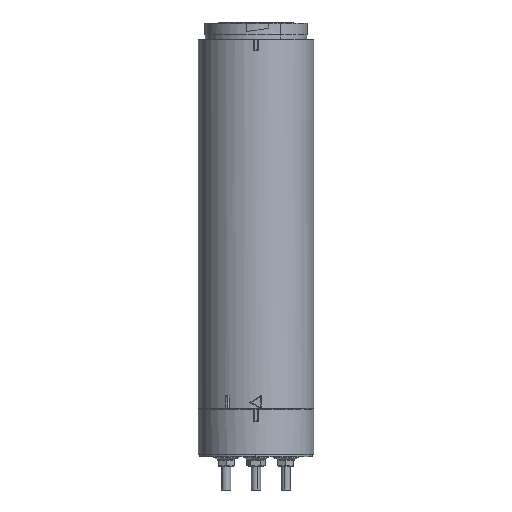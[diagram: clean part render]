
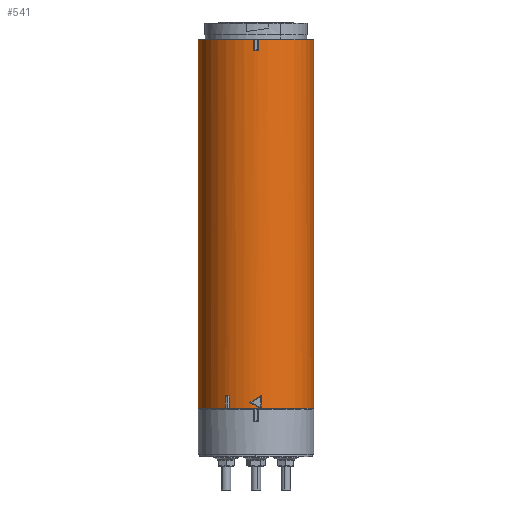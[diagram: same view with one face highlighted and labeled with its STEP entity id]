
A CAD part, front view. The second image highlights one B-rep face of the part: STEP entity #541.
In plain terms, the highlighted cylindrical face has radius 25 mm (diameter 50 mm), a partial arc.
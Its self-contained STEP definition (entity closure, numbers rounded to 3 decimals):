
#29=(
BOUNDED_CURVE()
B_SPLINE_CURVE(3,(#7708,#7709,#7710,#7711),.UNSPECIFIED.,.F.,.F.)
B_SPLINE_CURVE_WITH_KNOTS((4,4),(0.,1.),.UNSPECIFIED.)
CURVE()
GEOMETRIC_REPRESENTATION_ITEM()
RATIONAL_B_SPLINE_CURVE((1.,1.,1.,1.))
REPRESENTATION_ITEM('')
);
#30=(
BOUNDED_CURVE()
B_SPLINE_CURVE(3,(#7720,#7721,#7722,#7723),.UNSPECIFIED.,.F.,.F.)
B_SPLINE_CURVE_WITH_KNOTS((4,4),(0.,1.),.UNSPECIFIED.)
CURVE()
GEOMETRIC_REPRESENTATION_ITEM()
RATIONAL_B_SPLINE_CURVE((1.,1.,1.,1.))
REPRESENTATION_ITEM('')
);
#31=(
BOUNDED_CURVE()
B_SPLINE_CURVE(3,(#7729,#7730,#7731,#7732),.UNSPECIFIED.,.F.,.F.)
B_SPLINE_CURVE_WITH_KNOTS((4,4),(0.,1.),.UNSPECIFIED.)
CURVE()
GEOMETRIC_REPRESENTATION_ITEM()
RATIONAL_B_SPLINE_CURVE((1.,0.998,0.998,1.))
REPRESENTATION_ITEM('')
);
#32=(
BOUNDED_CURVE()
B_SPLINE_CURVE(3,(#7734,#7735,#7736,#7737),.UNSPECIFIED.,.F.,.F.)
B_SPLINE_CURVE_WITH_KNOTS((4,4),(0.,1.),.UNSPECIFIED.)
CURVE()
GEOMETRIC_REPRESENTATION_ITEM()
RATIONAL_B_SPLINE_CURVE((1.,0.997,0.997,1.))
REPRESENTATION_ITEM('')
);
#541=ADVANCED_FACE('NONE',(#858),#732,.T.);
#732=CYLINDRICAL_SURFACE('',#5293,25.);
#858=FACE_OUTER_BOUND('',#1110,.T.);
#1110=EDGE_LOOP('',(#2440,#2441,#2442,#2443,#2444,#2445,#2446,#2447,#2448,
#2449,#2450,#2451,#2452,#2453,#2454,#2455));
#1382=LINE('',#7670,#1765);
#1383=LINE('',#7674,#1766);
#1390=LINE('',#7706,#1773);
#1391=LINE('',#7713,#1774);
#1392=LINE('',#7718,#1775);
#1393=LINE('',#7725,#1776);
#1394=LINE('',#7739,#1777);
#1765=VECTOR('',#6034,1.);
#1766=VECTOR('',#6037,1.);
#1773=VECTOR('',#6068,1.);
#1774=VECTOR('',#6069,1.);
#1775=VECTOR('',#6074,1.);
#1776=VECTOR('',#6075,1.);
#1777=VECTOR('',#6078,1.);
#2440=ORIENTED_EDGE('',*,*,#4206,.T.);
#2441=ORIENTED_EDGE('',*,*,#4223,.T.);
#2442=ORIENTED_EDGE('',*,*,#4224,.T.);
#2443=ORIENTED_EDGE('',*,*,#4225,.T.);
#2444=ORIENTED_EDGE('',*,*,#4226,.T.);
#2445=ORIENTED_EDGE('',*,*,#4227,.T.);
#2446=ORIENTED_EDGE('',*,*,#4208,.F.);
#2447=ORIENTED_EDGE('',*,*,#4228,.F.);
#2448=ORIENTED_EDGE('',*,*,#4229,.T.);
#2449=ORIENTED_EDGE('',*,*,#4230,.T.);
#2450=ORIENTED_EDGE('',*,*,#4231,.T.);
#2451=ORIENTED_EDGE('',*,*,#4232,.F.);
#2452=ORIENTED_EDGE('',*,*,#4233,.T.);
#2453=ORIENTED_EDGE('',*,*,#4234,.T.);
#2454=ORIENTED_EDGE('',*,*,#4235,.T.);
#2455=ORIENTED_EDGE('',*,*,#4236,.F.);
#3576=VERTEX_POINT('',#7668);
#3577=VERTEX_POINT('',#7669);
#3578=VERTEX_POINT('',#7671);
#3579=VERTEX_POINT('',#7673);
#3592=VERTEX_POINT('',#7705);
#3593=VERTEX_POINT('',#7707);
#3594=VERTEX_POINT('',#7712);
#3595=VERTEX_POINT('',#7714);
#3596=VERTEX_POINT('',#7717);
#3597=VERTEX_POINT('',#7719);
#3598=VERTEX_POINT('',#7724);
#3599=VERTEX_POINT('',#7726);
#3600=VERTEX_POINT('',#7728);
#3601=VERTEX_POINT('',#7733);
#3602=VERTEX_POINT('',#7738);
#3603=VERTEX_POINT('',#7740);
#4206=EDGE_CURVE('NONE',#3578,#3577,#1382,.T.);
#4208=EDGE_CURVE('NONE',#3579,#3576,#1383,.T.);
#4223=EDGE_CURVE('NONE',#3577,#3592,#4917,.T.);
#4224=EDGE_CURVE('NONE',#3592,#3593,#1390,.T.);
#4225=EDGE_CURVE('NONE',#3593,#3594,#29,.T.);
#4226=EDGE_CURVE('NONE',#3594,#3595,#1391,.T.);
#4227=EDGE_CURVE('NONE',#3595,#3576,#4918,.T.);
#4228=EDGE_CURVE('NONE',#3596,#3579,#4919,.T.);
#4229=EDGE_CURVE('NONE',#3596,#3597,#1392,.T.);
#4230=EDGE_CURVE('NONE',#3597,#3598,#30,.T.);
#4231=EDGE_CURVE('NONE',#3598,#3599,#1393,.T.);
#4232=EDGE_CURVE('NONE',#3600,#3599,#4920,.T.);
#4233=EDGE_CURVE('NONE',#3600,#3601,#31,.T.);
#4234=EDGE_CURVE('NONE',#3601,#3602,#32,.T.);
#4235=EDGE_CURVE('NONE',#3602,#3603,#1394,.T.);
#4236=EDGE_CURVE('NONE',#3578,#3603,#4921,.T.);
#4917=CIRCLE('',#5288,25.);
#4918=CIRCLE('',#5289,25.);
#4919=CIRCLE('',#5290,25.);
#4920=CIRCLE('',#5291,25.);
#4921=CIRCLE('',#5292,25.);
#5288=AXIS2_PLACEMENT_3D('',#7704,#6066,#6067);
#5289=AXIS2_PLACEMENT_3D('',#7715,#6070,#6071);
#5290=AXIS2_PLACEMENT_3D('',#7716,#6072,#6073);
#5291=AXIS2_PLACEMENT_3D('',#7727,#6076,#6077);
#5292=AXIS2_PLACEMENT_3D('',#7741,#6079,#6080);
#5293=AXIS2_PLACEMENT_3D('',#7742,#6081,#6082);
#6034=DIRECTION('',(0.,0.,1.));
#6037=DIRECTION('',(0.,0.,1.));
#6066=DIRECTION('',(0.,0.,-1.));
#6067=DIRECTION('',(-1.,0.,0.));
#6068=DIRECTION('',(0.,0.,-1.));
#6069=DIRECTION('',(0.,0.,1.));
#6070=DIRECTION('',(0.,0.,-1.));
#6071=DIRECTION('',(-1.,0.,0.));
#6072=DIRECTION('',(0.,0.,-1.));
#6073=DIRECTION('',(-1.,0.,0.));
#6074=DIRECTION('',(0.,0.,1.));
#6075=DIRECTION('',(0.,0.,-1.));
#6076=DIRECTION('',(0.,0.,-1.));
#6077=DIRECTION('',(-1.,0.,0.));
#6078=DIRECTION('',(0.,0.,-1.));
#6079=DIRECTION('',(0.,0.,-1.));
#6080=DIRECTION('',(-1.,0.,0.));
#6081=DIRECTION('',(0.,0.,-1.));
#6082=DIRECTION('',(-1.,0.,0.));
#7668=CARTESIAN_POINT('',(-25.,0.,60.));
#7669=CARTESIAN_POINT('',(25.,0.,60.));
#7670=CARTESIAN_POINT('',(25.,0.,-187.491));
#7671=CARTESIAN_POINT('',(25.,0.,-100.));
#7673=CARTESIAN_POINT('',(-25.,0.,-100.));
#7674=CARTESIAN_POINT('',(-25.,0.,-187.491));
#7704=CARTESIAN_POINT('',(0.,0.,60.));
#7705=CARTESIAN_POINT('',(0.898,-24.984,60.));
#7706=CARTESIAN_POINT('',(0.898,-24.984,-187.491));
#7707=CARTESIAN_POINT('',(0.898,-24.984,55.202));
#7708=CARTESIAN_POINT('',(0.898,-24.984,55.202));
#7709=CARTESIAN_POINT('',(0.299,-25.005,55.214));
#7710=CARTESIAN_POINT('',(-0.299,-25.005,55.214));
#7711=CARTESIAN_POINT('',(-0.898,-24.984,55.202));
#7712=CARTESIAN_POINT('',(-0.898,-24.984,55.202));
#7713=CARTESIAN_POINT('',(-0.898,-24.984,-187.491));
#7714=CARTESIAN_POINT('',(-0.898,-24.984,60.));
#7715=CARTESIAN_POINT('',(0.,0.,60.));
#7716=CARTESIAN_POINT('',(0.,0.,-100.));
#7717=CARTESIAN_POINT('',(-13.27,-21.188,-100.));
#7718=CARTESIAN_POINT('',(-13.27,-21.188,-187.491));
#7719=CARTESIAN_POINT('',(-13.27,-21.188,-94.702));
#7720=CARTESIAN_POINT('',(-13.27,-21.188,-94.702));
#7721=CARTESIAN_POINT('',(-12.762,-21.506,-94.714));
#7722=CARTESIAN_POINT('',(-12.243,-21.805,-94.714));
#7723=CARTESIAN_POINT('',(-11.714,-22.086,-94.702));
#7724=CARTESIAN_POINT('',(-11.714,-22.086,-94.702));
#7725=CARTESIAN_POINT('',(-11.714,-22.086,-187.491));
#7726=CARTESIAN_POINT('',(-11.714,-22.086,-100.));
#7727=CARTESIAN_POINT('',(0.,0.,-100.));
#7728=CARTESIAN_POINT('',(1.412,-24.96,-100.));
#7729=CARTESIAN_POINT('',(1.412,-24.96,-100.));
#7730=CARTESIAN_POINT('',(0.038,-25.038,-99.089));
#7731=CARTESIAN_POINT('',(-1.337,-25.002,-98.253));
#7732=CARTESIAN_POINT('',(-2.704,-24.853,-97.5));
#7733=CARTESIAN_POINT('',(-2.704,-24.853,-97.5));
#7734=CARTESIAN_POINT('',(-2.704,-24.853,-97.5));
#7735=CARTESIAN_POINT('',(-1.023,-25.036,-96.574));
#7736=CARTESIAN_POINT('',(0.669,-25.048,-95.525));
#7737=CARTESIAN_POINT('',(2.353,-24.889,-94.364));
#7738=CARTESIAN_POINT('',(2.353,-24.889,-94.364));
#7739=CARTESIAN_POINT('',(2.353,-24.889,-187.491));
#7740=CARTESIAN_POINT('',(2.353,-24.889,-100.));
#7741=CARTESIAN_POINT('',(0.,0.,-100.));
#7742=CARTESIAN_POINT('',(0.,0.,-187.491));
